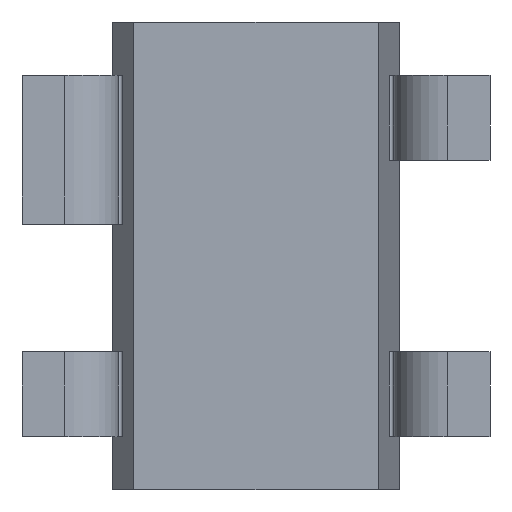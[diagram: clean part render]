
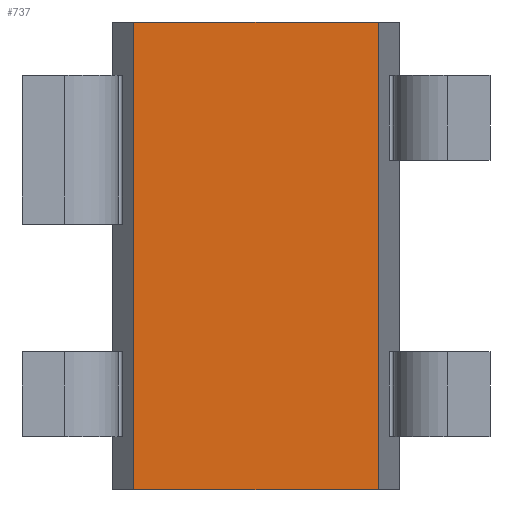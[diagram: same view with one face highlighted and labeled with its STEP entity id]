
A CAD part, front view. The second image highlights one B-rep face of the part: STEP entity #737.
In plain terms, the highlighted planar face has unit normal (0, -1, 0).
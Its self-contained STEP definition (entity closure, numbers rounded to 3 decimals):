
#5 = VERTEX_POINT ( 'NONE', #269 ) ;
#21 = VECTOR ( 'NONE', #2476, 1000. ) ;
#46 = EDGE_CURVE ( 'NONE', #975, #1703, #1492, .T. ) ;
#181 = CARTESIAN_POINT ( 'NONE',  ( -0.575, -0.5, 1.1 ) ) ;
#239 = ORIENTED_EDGE ( 'NONE', *, *, #623, .T. ) ;
#269 = CARTESIAN_POINT ( 'NONE',  ( 0.575, -0.5, -1.1 ) ) ;
#324 = ORIENTED_EDGE ( 'NONE', *, *, #2207, .F. ) ;
#410 = ORIENTED_EDGE ( 'NONE', *, *, #1651, .T. ) ;
#417 = DIRECTION ( 'NONE',  ( 1., 0., 0. ) ) ;
#442 = DIRECTION ( 'NONE',  ( 0., 1., 0. ) ) ;
#623 = EDGE_CURVE ( 'NONE', #975, #1780, #1592, .T. ) ;
#737 = ADVANCED_FACE ( 'NONE', ( #1161 ), #949, .F. ) ;
#872 = VECTOR ( 'NONE', #417, 1000. ) ;
#895 = CARTESIAN_POINT ( 'NONE',  ( 0.575, -0.5, 1.1 ) ) ;
#949 = PLANE ( 'NONE',  #1567 ) ;
#952 = LINE ( 'NONE', #1386, #872 ) ;
#975 = VERTEX_POINT ( 'NONE', #1157 ) ;
#1040 = DIRECTION ( 'NONE',  ( 0., 0., 1. ) ) ;
#1157 = CARTESIAN_POINT ( 'NONE',  ( -0.575, -0.5, 1.1 ) ) ;
#1161 = FACE_OUTER_BOUND ( 'NONE', #1411, .T. ) ;
#1260 = CARTESIAN_POINT ( 'NONE',  ( 0.575, -0.5, 1.1 ) ) ;
#1346 = DIRECTION ( 'NONE',  ( 0., 0., -1. ) ) ;
#1386 = CARTESIAN_POINT ( 'NONE',  ( 0.575, -0.5, -1.1 ) ) ;
#1411 = EDGE_LOOP ( 'NONE', ( #410, #324, #2213, #239 ) ) ;
#1492 = LINE ( 'NONE', #895, #2454 ) ;
#1567 = AXIS2_PLACEMENT_3D ( 'NONE', #1990, #442, #1040 ) ;
#1592 = LINE ( 'NONE', #181, #2424 ) ;
#1651 = EDGE_CURVE ( 'NONE', #1780, #5, #952, .T. ) ;
#1694 = DIRECTION ( 'NONE',  ( 1., 0., 0. ) ) ;
#1703 = VERTEX_POINT ( 'NONE', #2496 ) ;
#1780 = VERTEX_POINT ( 'NONE', #1843 ) ;
#1787 = LINE ( 'NONE', #1260, #21 ) ;
#1843 = CARTESIAN_POINT ( 'NONE',  ( -0.575, -0.5, -1.1 ) ) ;
#1990 = CARTESIAN_POINT ( 'NONE',  ( 0.575, -0.5, 1.1 ) ) ;
#2207 = EDGE_CURVE ( 'NONE', #1703, #5, #1787, .T. ) ;
#2213 = ORIENTED_EDGE ( 'NONE', *, *, #46, .F. ) ;
#2424 = VECTOR ( 'NONE', #1346, 1000. ) ;
#2454 = VECTOR ( 'NONE', #1694, 1000. ) ;
#2476 = DIRECTION ( 'NONE',  ( 0., 0., -1. ) ) ;
#2496 = CARTESIAN_POINT ( 'NONE',  ( 0.575, -0.5, 1.1 ) ) ;
